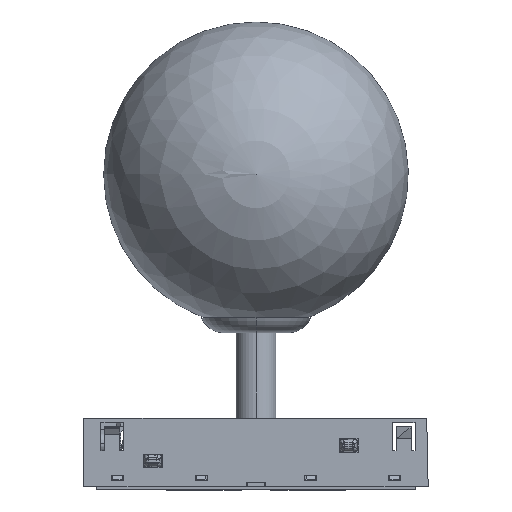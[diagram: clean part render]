
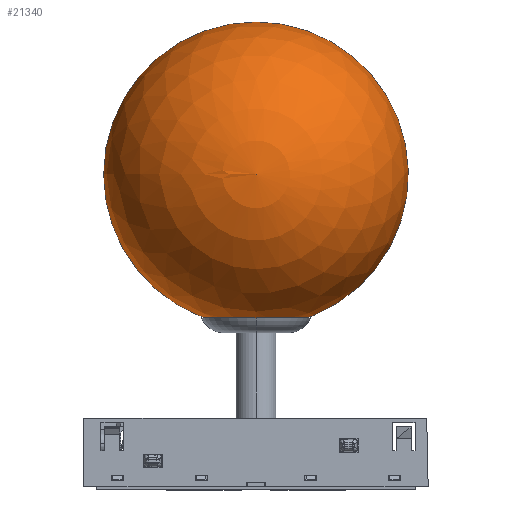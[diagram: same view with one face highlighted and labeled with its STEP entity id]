
A CAD part, front view. The second image highlights one B-rep face of the part: STEP entity #21340.
In plain terms, the highlighted spherical face has radius 50 mm.
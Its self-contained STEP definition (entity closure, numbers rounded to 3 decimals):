
#873 = CARTESIAN_POINT ( 'NONE',  ( 0., 48.775, -11. ) ) ;
#1148 = CARTESIAN_POINT ( 'NONE',  ( 0., 0., 0. ) ) ;
#1596 = ORIENTED_EDGE ( 'NONE', *, *, #6971, .F. ) ;
#1625 = SPHERICAL_SURFACE ( 'NONE', #22355, 50. ) ;
#2966 = DIRECTION ( 'NONE',  ( 0., 1., 0. ) ) ;
#6315 = DIRECTION ( 'NONE',  ( -1., 0., 0. ) ) ;
#6463 = CIRCLE ( 'NONE', #29620, 50. ) ;
#6598 = CARTESIAN_POINT ( 'NONE',  ( 0., 0., 0. ) ) ;
#6971 = EDGE_CURVE ( 'NONE', #43522, #19922, #8555, .T. ) ;
#8555 = CIRCLE ( 'NONE', #13071, 11. ) ;
#8741 = CARTESIAN_POINT ( 'NONE',  ( 11., 48.775, 0. ) ) ;
#9512 = CARTESIAN_POINT ( 'NONE',  ( 0., -50., 0. ) ) ;
#13071 = AXIS2_PLACEMENT_3D ( 'NONE', #16170, #2966, #45738 ) ;
#15756 = CARTESIAN_POINT ( 'NONE',  ( 0., 48.775, 0. ) ) ;
#16170 = CARTESIAN_POINT ( 'NONE',  ( 0., 48.775, 0. ) ) ;
#19922 = VERTEX_POINT ( 'NONE', #23554 ) ;
#20039 = DIRECTION ( 'NONE',  ( 0., 0., 1. ) ) ;
#20231 = DIRECTION ( 'NONE',  ( 0., 1., 0. ) ) ;
#21340 = ADVANCED_FACE ( 'NONE', ( #22245 ), #1625, .T. ) ;
#22245 = FACE_OUTER_BOUND ( 'NONE', #27317, .T. ) ;
#22355 = AXIS2_PLACEMENT_3D ( 'NONE', #27830, #31712, #6315 ) ;
#23190 = VERTEX_POINT ( 'NONE', #8741 ) ;
#23554 = CARTESIAN_POINT ( 'NONE',  ( -11., 48.775, 0. ) ) ;
#24148 = CIRCLE ( 'NONE', #45223, 50. ) ;
#26404 = DIRECTION ( 'NONE',  ( -1., 0., 0. ) ) ;
#27317 = EDGE_LOOP ( 'NONE', ( #46059, #45556, #1596, #33891 ) ) ;
#27763 = DIRECTION ( 'NONE',  ( 1., 0., 0. ) ) ;
#27830 = CARTESIAN_POINT ( 'NONE',  ( 0., 0., 0. ) ) ;
#29620 = AXIS2_PLACEMENT_3D ( 'NONE', #1148, #30857, #26404 ) ;
#30857 = DIRECTION ( 'NONE',  ( 0., 0., -1. ) ) ;
#31712 = DIRECTION ( 'NONE',  ( 0., 0., 1. ) ) ;
#31838 = EDGE_CURVE ( 'NONE', #23190, #43522, #48699, .T. ) ;
#33891 = ORIENTED_EDGE ( 'NONE', *, *, #31838, .F. ) ;
#36251 = DIRECTION ( 'NONE',  ( 0., 0., 1. ) ) ;
#37330 = EDGE_CURVE ( 'NONE', #49119, #23190, #24148, .T. ) ;
#43522 = VERTEX_POINT ( 'NONE', #873 ) ;
#45223 = AXIS2_PLACEMENT_3D ( 'NONE', #6598, #36251, #27763 ) ;
#45556 = ORIENTED_EDGE ( 'NONE', *, *, #48086, .T. ) ;
#45738 = DIRECTION ( 'NONE',  ( 0., 0., 1. ) ) ;
#46059 = ORIENTED_EDGE ( 'NONE', *, *, #37330, .F. ) ;
#48086 = EDGE_CURVE ( 'NONE', #49119, #19922, #6463, .T. ) ;
#48699 = CIRCLE ( 'NONE', #53569, 11. ) ;
#49119 = VERTEX_POINT ( 'NONE', #9512 ) ;
#53569 = AXIS2_PLACEMENT_3D ( 'NONE', #15756, #20231, #20039 ) ;
